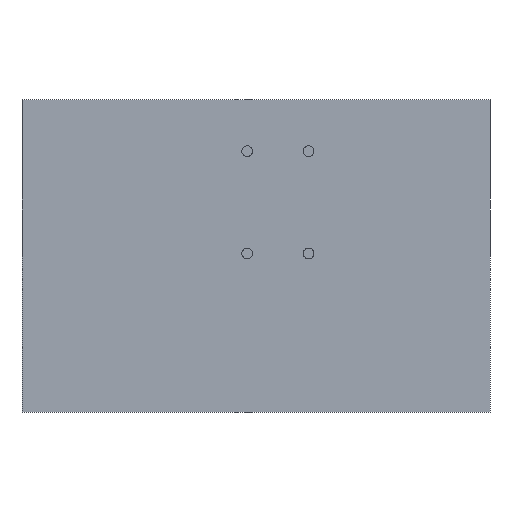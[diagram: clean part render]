
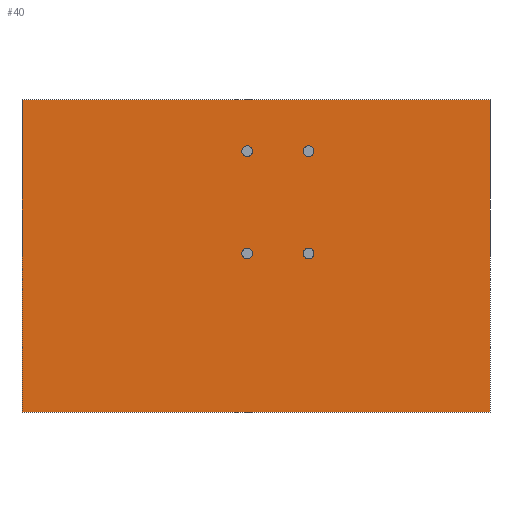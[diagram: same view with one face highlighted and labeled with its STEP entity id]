
A CAD part, front view. The second image highlights one B-rep face of the part: STEP entity #40.
In plain terms, the highlighted planar face has unit normal (0, -1, 0).
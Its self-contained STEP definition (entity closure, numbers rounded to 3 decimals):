
#19 = DIRECTION ( 'NONE',  ( 0., 0., -1. ) ) ;
#26 = DIRECTION ( 'NONE',  ( 0., -1., 0. ) ) ;
#27 = CARTESIAN_POINT ( 'NONE',  ( 0., 0., -304.8 ) ) ;
#40 = ADVANCED_FACE ( 'NONE', ( #437, #435, #439, #441, #430 ), #623, .T. ) ;
#152 = ORIENTED_EDGE ( 'NONE', *, *, #2142, .F. ) ;
#153 = ORIENTED_EDGE ( 'NONE', *, *, #2151, .F. ) ;
#154 = ORIENTED_EDGE ( 'NONE', *, *, #2103, .F. ) ;
#155 = ORIENTED_EDGE ( 'NONE', *, *, #2157, .F. ) ;
#156 = ORIENTED_EDGE ( 'NONE', *, *, #2133, .F. ) ;
#157 = ORIENTED_EDGE ( 'NONE', *, *, #2156, .F. ) ;
#158 = ORIENTED_EDGE ( 'NONE', *, *, #2123, .F. ) ;
#159 = ORIENTED_EDGE ( 'NONE', *, *, #2158, .F. ) ;
#160 = ORIENTED_EDGE ( 'NONE', *, *, #2127, .F. ) ;
#161 = ORIENTED_EDGE ( 'NONE', *, *, #2152, .F. ) ;
#162 = ORIENTED_EDGE ( 'NONE', *, *, #2150, .F. ) ;
#163 = ORIENTED_EDGE ( 'NONE', *, *, #2147, .F. ) ;
#327 = EDGE_LOOP ( 'NONE', ( #152, #153 ) ) ;
#337 = EDGE_LOOP ( 'NONE', ( #154, #155 ) ) ;
#338 = EDGE_LOOP ( 'NONE', ( #156, #157 ) ) ;
#339 = EDGE_LOOP ( 'NONE', ( #158, #159 ) ) ;
#340 = EDGE_LOOP ( 'NONE', ( #160, #161, #162, #163 ) ) ;
#430 = FACE_OUTER_BOUND ( 'NONE', #340, .T. ) ;
#435 = FACE_BOUND ( 'NONE', #337, .T. ) ;
#437 = FACE_BOUND ( 'NONE', #327, .T. ) ;
#439 = FACE_BOUND ( 'NONE', #338, .T. ) ;
#441 = FACE_BOUND ( 'NONE', #339, .T. ) ;
#513 = CARTESIAN_POINT ( 'NONE',  ( 220., 0., -44.75 ) ) ;
#514 = VERTEX_POINT ( 'NONE', #783 ) ;
#515 = VERTEX_POINT ( 'NONE', #785 ) ;
#520 = VERTEX_POINT ( 'NONE', #778 ) ;
#521 = VERTEX_POINT ( 'NONE', #787 ) ;
#524 = VERTEX_POINT ( 'NONE', #784 ) ;
#525 = VERTEX_POINT ( 'NONE', #789 ) ;
#528 = VERTEX_POINT ( 'NONE', #513 ) ;
#529 = VERTEX_POINT ( 'NONE', #866 ) ;
#532 = VERTEX_POINT ( 'NONE', #869 ) ;
#533 = VERTEX_POINT ( 'NONE', #870 ) ;
#536 = VERTEX_POINT ( 'NONE', #873 ) ;
#538 = VERTEX_POINT ( 'NONE', #875 ) ;
#623 = PLANE ( 'NONE',  #2181 ) ;
#778 = CARTESIAN_POINT ( 'NONE',  ( 280., 0., -144.75 ) ) ;
#783 = CARTESIAN_POINT ( 'NONE',  ( 220., 0., -144.75 ) ) ;
#784 = CARTESIAN_POINT ( 'NONE',  ( 280., 0., -44.75 ) ) ;
#785 = CARTESIAN_POINT ( 'NONE',  ( 220., 0., -155.25 ) ) ;
#787 = CARTESIAN_POINT ( 'NONE',  ( 280., 0., -155.25 ) ) ;
#789 = CARTESIAN_POINT ( 'NONE',  ( 280., 0., -55.25 ) ) ;
#866 = CARTESIAN_POINT ( 'NONE',  ( 220., 0., -55.25 ) ) ;
#869 = CARTESIAN_POINT ( 'NONE',  ( 0., 0., -304.8 ) ) ;
#870 = CARTESIAN_POINT ( 'NONE',  ( 0., 0., 0. ) ) ;
#873 = CARTESIAN_POINT ( 'NONE',  ( 457.2, 0., 0. ) ) ;
#875 = CARTESIAN_POINT ( 'NONE',  ( 457.2, 0., -304.8 ) ) ;
#1090 = CIRCLE ( 'NONE', #1112, 5.25 ) ;
#1112 = AXIS2_PLACEMENT_3D ( 'NONE', #1342, #1348, #1349 ) ;
#1122 = AXIS2_PLACEMENT_3D ( 'NONE', #1484, #1488, #1489 ) ;
#1131 = AXIS2_PLACEMENT_3D ( 'NONE', #1404, #1406, #1407 ) ;
#1136 = AXIS2_PLACEMENT_3D ( 'NONE', #1501, #1511, #1512 ) ;
#1140 = AXIS2_PLACEMENT_3D ( 'NONE', #1532, #1535, #1536 ) ;
#1145 = AXIS2_PLACEMENT_3D ( 'NONE', #1542, #1549, #1550 ) ;
#1146 = AXIS2_PLACEMENT_3D ( 'NONE', #1545, #1552, #1553 ) ;
#1147 = AXIS2_PLACEMENT_3D ( 'NONE', #1548, #1554, #1555 ) ;
#1342 = CARTESIAN_POINT ( 'NONE',  ( 280., 0., -150. ) ) ;
#1348 = DIRECTION ( 'NONE',  ( 0., -1., 0. ) ) ;
#1349 = DIRECTION ( 'NONE',  ( 0., 0., -1. ) ) ;
#1404 = CARTESIAN_POINT ( 'NONE',  ( 220., 0., -50. ) ) ;
#1406 = DIRECTION ( 'NONE',  ( 0., -1., 0. ) ) ;
#1407 = DIRECTION ( 'NONE',  ( 0., 0., -1. ) ) ;
#1410 = CARTESIAN_POINT ( 'NONE',  ( 0., 0., 0. ) ) ;
#1415 = DIRECTION ( 'NONE',  ( 0., 0., 1. ) ) ;
#1440 = LINE ( 'NONE', #1410, #1451 ) ;
#1446 = CIRCLE ( 'NONE', #1131, 5.25 ) ;
#1451 = VECTOR ( 'NONE', #1415, 1000. ) ;
#1464 = CIRCLE ( 'NONE', #1122, 5.25 ) ;
#1474 = LINE ( 'NONE', #1525, #1480 ) ;
#1475 = CIRCLE ( 'NONE', #1136, 5.25 ) ;
#1480 = VECTOR ( 'NONE', #1526, 1000. ) ;
#1484 = CARTESIAN_POINT ( 'NONE',  ( 280., 0., -50. ) ) ;
#1488 = DIRECTION ( 'NONE',  ( 0., -1., 0. ) ) ;
#1489 = DIRECTION ( 'NONE',  ( 0., 0., -1. ) ) ;
#1501 = CARTESIAN_POINT ( 'NONE',  ( 220., 0., -150. ) ) ;
#1511 = DIRECTION ( 'NONE',  ( 0., -1., 0. ) ) ;
#1512 = DIRECTION ( 'NONE',  ( 0., 0., -1. ) ) ;
#1522 = CARTESIAN_POINT ( 'NONE',  ( 457.2, 0., 0. ) ) ;
#1525 = CARTESIAN_POINT ( 'NONE',  ( 0., 0., 0. ) ) ;
#1526 = DIRECTION ( 'NONE',  ( 1., 0., 0. ) ) ;
#1532 = CARTESIAN_POINT ( 'NONE',  ( 220., 0., -150. ) ) ;
#1533 = DIRECTION ( 'NONE',  ( 0., 0., -1. ) ) ;
#1535 = DIRECTION ( 'NONE',  ( 0., -1., 0. ) ) ;
#1536 = DIRECTION ( 'NONE',  ( 0., 0., -1. ) ) ;
#1537 = CARTESIAN_POINT ( 'NONE',  ( 0., 0., -304.8 ) ) ;
#1538 = DIRECTION ( 'NONE',  ( -1., 0., 0. ) ) ;
#1542 = CARTESIAN_POINT ( 'NONE',  ( 280., 0., -50. ) ) ;
#1545 = CARTESIAN_POINT ( 'NONE',  ( 280., 0., -150. ) ) ;
#1548 = CARTESIAN_POINT ( 'NONE',  ( 220., 0., -50. ) ) ;
#1549 = DIRECTION ( 'NONE',  ( 0., -1., 0. ) ) ;
#1550 = DIRECTION ( 'NONE',  ( 0., 0., -1. ) ) ;
#1552 = DIRECTION ( 'NONE',  ( 0., -1., 0. ) ) ;
#1553 = DIRECTION ( 'NONE',  ( 0., 0., -1. ) ) ;
#1554 = DIRECTION ( 'NONE',  ( 0., -1., 0. ) ) ;
#1555 = DIRECTION ( 'NONE',  ( 0., 0., -1. ) ) ;
#1628 = LINE ( 'NONE', #1537, #1633 ) ;
#1629 = LINE ( 'NONE', #1522, #1631 ) ;
#1631 = VECTOR ( 'NONE', #1533, 1000. ) ;
#1632 = CIRCLE ( 'NONE', #1140, 5.25 ) ;
#1633 = VECTOR ( 'NONE', #1538, 1000. ) ;
#1638 = CIRCLE ( 'NONE', #1145, 5.25 ) ;
#1640 = CIRCLE ( 'NONE', #1146, 5.25 ) ;
#1641 = CIRCLE ( 'NONE', #1147, 5.25 ) ;
#2103 = EDGE_CURVE ( 'NONE', #520, #521, #1090, .T. ) ;
#2123 = EDGE_CURVE ( 'NONE', #528, #529, #1446, .T. ) ;
#2127 = EDGE_CURVE ( 'NONE', #532, #533, #1440, .T. ) ;
#2133 = EDGE_CURVE ( 'NONE', #524, #525, #1464, .T. ) ;
#2142 = EDGE_CURVE ( 'NONE', #514, #515, #1475, .T. ) ;
#2147 = EDGE_CURVE ( 'NONE', #533, #536, #1474, .T. ) ;
#2150 = EDGE_CURVE ( 'NONE', #536, #538, #1629, .T. ) ;
#2151 = EDGE_CURVE ( 'NONE', #515, #514, #1632, .T. ) ;
#2152 = EDGE_CURVE ( 'NONE', #538, #532, #1628, .T. ) ;
#2156 = EDGE_CURVE ( 'NONE', #525, #524, #1638, .T. ) ;
#2157 = EDGE_CURVE ( 'NONE', #521, #520, #1640, .T. ) ;
#2158 = EDGE_CURVE ( 'NONE', #529, #528, #1641, .T. ) ;
#2181 = AXIS2_PLACEMENT_3D ( 'NONE', #27, #26, #19 ) ;
